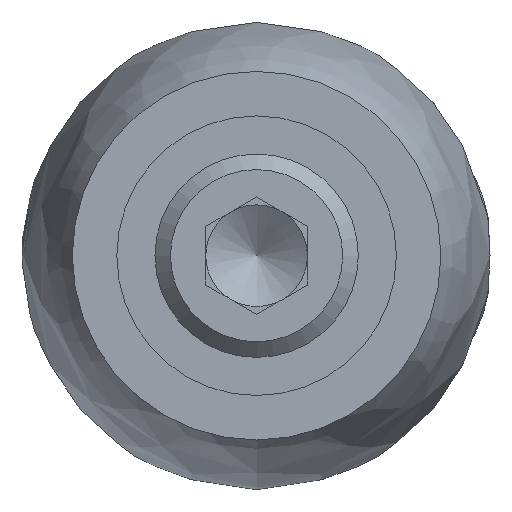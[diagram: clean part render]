
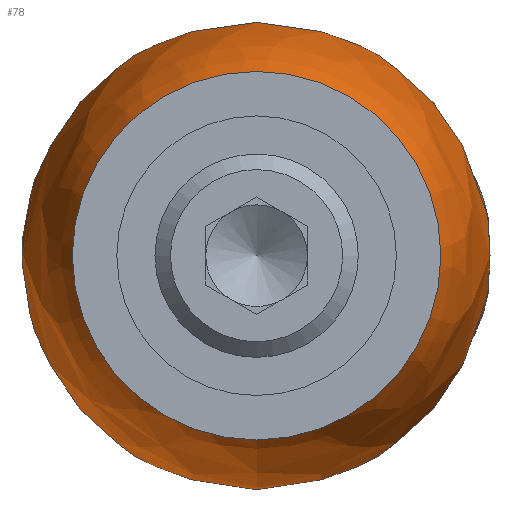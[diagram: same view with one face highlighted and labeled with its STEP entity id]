
A CAD part, left-side view. The second image highlights one B-rep face of the part: STEP entity #78.
In plain terms, the highlighted free-form (B-spline) face has degree [3, 3] with [4, 7] control points.
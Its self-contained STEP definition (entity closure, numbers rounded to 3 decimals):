
#78 = ADVANCED_FACE( '', ( #165, #166 ), #167, .T. );
#165 = FACE_OUTER_BOUND( '', #289, .T. );
#166 = FACE_OUTER_BOUND( '', #290, .T. );
#167 = ( BOUNDED_SURFACE(  )B_SPLINE_SURFACE( 3, 3, ( ( #293, #294, #295, #296, #297, #298, #299 ), ( #300, #301, #302, #303, #304, #305, #306 ), ( #307, #308, #309, #310, #311, #312, #313 ), ( #314, #315, #316, #317, #318, #319, #320 ) ), .UNSPECIFIED., .F., .T., .F. )B_SPLINE_SURFACE_WITH_KNOTS( ( 4, 4 ), ( 4, 3, 4 ), ( 0., 6.283 ), ( -0.508, 0.168, 0.845 ), .UNSPECIFIED. )GEOMETRIC_REPRESENTATION_ITEM(  )RATIONAL_B_SPLINE_SURFACE( ( ( 1., 0.333, 0.333, 1., 0.333, 0.333, 1. ), ( 0.853, 0.284, 0.284, 0.853, 0.284, 0.284, 0.853 ), ( 0.853, 0.284, 0.284, 0.853, 0.284, 0.284, 0.853 ), ( 1., 0.333, 0.333, 1., 0.333, 0.333, 1. ) ) )REPRESENTATION_ITEM( '' )SURFACE(  ) );
#289 = EDGE_LOOP( '', ( #461 ) );
#290 = EDGE_LOOP( '', ( #462 ) );
#293 = CARTESIAN_POINT( '', ( 116.093, 0., -2.854 ) );
#294 = CARTESIAN_POINT( '', ( 116.093, 5.708, -2.854 ) );
#295 = CARTESIAN_POINT( '', ( 116.093, 5.708, 2.854 ) );
#296 = CARTESIAN_POINT( '', ( 116.093, 0., 2.854 ) );
#297 = CARTESIAN_POINT( '', ( 116.093, -5.708, 2.854 ) );
#298 = CARTESIAN_POINT( '', ( 116.093, -5.708, -2.854 ) );
#299 = CARTESIAN_POINT( '', ( 116.093, 0., -2.854 ) );
#300 = CARTESIAN_POINT( '', ( 101.022, 0., -19.836 ) );
#301 = CARTESIAN_POINT( '', ( 101.022, 39.673, -19.836 ) );
#302 = CARTESIAN_POINT( '', ( 101.022, 39.673, 19.836 ) );
#303 = CARTESIAN_POINT( '', ( 101.022, 0., 19.836 ) );
#304 = CARTESIAN_POINT( '', ( 101.022, -39.673, 19.836 ) );
#305 = CARTESIAN_POINT( '', ( 101.022, -39.673, -19.836 ) );
#306 = CARTESIAN_POINT( '', ( 101.022, 0., -19.836 ) );
#307 = CARTESIAN_POINT( '', ( 78.638, 0., -23.644 ) );
#308 = CARTESIAN_POINT( '', ( 78.638, 47.288, -23.644 ) );
#309 = CARTESIAN_POINT( '', ( 78.638, 47.288, 23.644 ) );
#310 = CARTESIAN_POINT( '', ( 78.638, 0., 23.644 ) );
#311 = CARTESIAN_POINT( '', ( 78.638, -47.288, 23.644 ) );
#312 = CARTESIAN_POINT( '', ( 78.638, -47.288, -23.644 ) );
#313 = CARTESIAN_POINT( '', ( 78.638, 0., -23.644 ) );
#314 = CARTESIAN_POINT( '', ( 58.8, 0., -12.6 ) );
#315 = CARTESIAN_POINT( '', ( 58.8, 25.2, -12.6 ) );
#316 = CARTESIAN_POINT( '', ( 58.8, 25.2, 12.6 ) );
#317 = CARTESIAN_POINT( '', ( 58.8, 0., 12.6 ) );
#318 = CARTESIAN_POINT( '', ( 58.8, -25.2, 12.6 ) );
#319 = CARTESIAN_POINT( '', ( 58.8, -25.2, -12.6 ) );
#320 = CARTESIAN_POINT( '', ( 58.8, 0., -12.6 ) );
#461 = ORIENTED_EDGE( '', *, *, #575, .T. );
#462 = ORIENTED_EDGE( '', *, *, #567, .F. );
#567 = EDGE_CURVE( '', #655, #655, #656, .T. );
#575 = EDGE_CURVE( '', #666, #666, #667, .T. );
#655 = VERTEX_POINT( '', #768 );
#656 = CIRCLE( '', #769, 2.854 );
#666 = VERTEX_POINT( '', #780 );
#667 = CIRCLE( '', #781, 12.6 );
#768 = CARTESIAN_POINT( '', ( 116.093, 0., -2.854 ) );
#769 = AXIS2_PLACEMENT_3D( '', #846, #847, #848 );
#780 = CARTESIAN_POINT( '', ( 58.8, 0., -12.6 ) );
#781 = AXIS2_PLACEMENT_3D( '', #856, #857, #858 );
#846 = CARTESIAN_POINT( '', ( 116.093, 0., 0. ) );
#847 = DIRECTION( '', ( 1., 0., 0. ) );
#848 = DIRECTION( '', ( 0., 0., -1. ) );
#856 = CARTESIAN_POINT( '', ( 58.8, 0., 0. ) );
#857 = DIRECTION( '', ( 1., 0., 0. ) );
#858 = DIRECTION( '', ( 0., 0., -1. ) );
